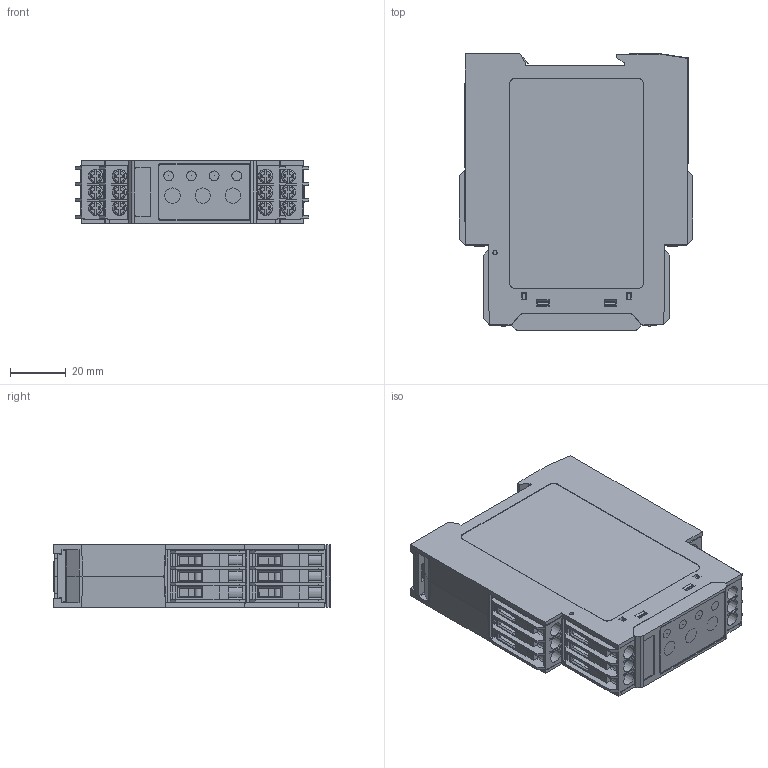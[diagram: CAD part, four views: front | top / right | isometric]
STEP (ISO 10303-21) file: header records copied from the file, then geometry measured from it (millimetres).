
FILE_DESCRIPTION(/* description */ (''),/* implementation_level */ '2;1');
FILE_NAME(/* name */ 'DPD02DM44.stp',/* time_stamp */ '2016-07-27T09:58:35+02:00',/* author */ ('rtamburlin'),/* organization */ (''),/* preprocessor_version */ 'ST-DEVELOPER v16.1',/* originating_system */ 'Autodesk Inventor 2016',/* authorisation */ '');
FILE_SCHEMA (('AUTOMOTIVE_DESIGN { 1 0 10303 214 3 1 1 }'));
Length unit declared in the file: millimetre
Products named in the file (15): 1406095 - Guscio_sup 22.5 closed; 1406102 BL PLAST; 1406103 BL PLAST; 1410157 - rev2; Pin_Middle; Pin_Top; Pin_Bottom; 1302119 - Carrello DK 1MB49043 - rev0; 1319123 - Vite Pozidriv_rev1; 1309028 - Lamella per doppia cava 1MB49032 -rev0 ; Morsettiera_3Vie_Pozidriv_2; 1410155Molla_22,5; Targhetta_frontale; Etichetta_collegamenti_PPB01; DPD
Assembly tree (23 placements, depth 3):
  DPD
    1406095 - Guscio_sup 22.5 closed
    1406102 BL PLAST
    1406103 BL PLAST
    Morsettiera_3Vie_Pozidriv_2  x4
      1410157 - rev2
      Pin_Middle
      Pin_Top
      Pin_Bottom
      1302119 - Carrello DK 1MB49043 - rev0
      1319123 - Vite Pozidriv_rev1
      1309028 - Lamella per doppia cava 1MB49032 -rev0 
    1410155Molla_22,5
    Targhetta_frontale
    Etichetta_collegamenti_PPB01
Bounding box: 83.53 x 99.1 x 22.5 mm (x, y, z)
Volume: 46284.4 mm3; surface area: 84548.7 mm2
Topology: 58 solids, 58 shells, 4262 faces, 11747 edges, 7717 vertices
Faces by surface type: plane 3632, cylinder 519, cone 57, bspline 30, torus 24
Full cylindrical faces by diameter (mm): 0.1 x3, 1.491 x2, 1.5 x12, 2.3 x12, 2.45 x12, 2.459 x12, 2.7 x12, 3 x24, 3.05 x12, 4.9 x12
Entity records: 57120 total; most frequent: CARTESIAN_POINT 11229, ORIENTED_EDGE 9554, DIRECTION 8546, EDGE_CURVE 4777, LINE 4372, VECTOR 4372, VERTEX_POINT 3150, AXIS2_PLACEMENT_3D 2087
